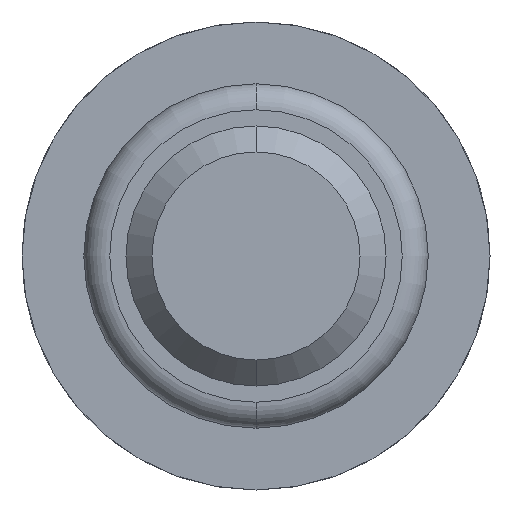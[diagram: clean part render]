
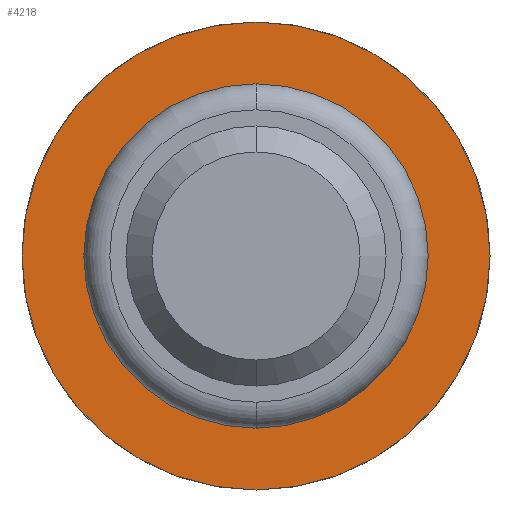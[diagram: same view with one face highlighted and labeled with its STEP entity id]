
A CAD part, front view. The second image highlights one B-rep face of the part: STEP entity #4218.
In plain terms, the highlighted planar face has unit normal (0, -1, 0).
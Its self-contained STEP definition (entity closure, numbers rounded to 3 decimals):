
#102 = CARTESIAN_POINT ( 'NONE',  ( 0., -1.8, -1.325 ) ) ;
#184 = CARTESIAN_POINT ( 'NONE',  ( 1.8, -1.8, 0. ) ) ;
#442 = DIRECTION ( 'NONE',  ( 0., 1., 0. ) ) ;
#461 = DIRECTION ( 'NONE',  ( 0., 0., 1. ) ) ;
#561 = DIRECTION ( 'NONE',  ( 0., 1., 0. ) ) ;
#756 = AXIS2_PLACEMENT_3D ( 'NONE', #1595, #561, #4445 ) ;
#953 = CARTESIAN_POINT ( 'NONE',  ( 0., -1.8, 1.8 ) ) ;
#1291 = ORIENTED_EDGE ( 'NONE', *, *, #1352, .F. ) ;
#1352 = EDGE_CURVE ( 'Defeature ausgef�hrt4_12+Defeature ausgef�hrt4_13+Defeature ausgef�hrt4_13+Defeature ausgef�hrt4_13', #2251, #1546, #4444, .T. ) ;
#1530 = EDGE_CURVE ( 'Defeature ausgef�hrt4_13+Defeature ausgef�hrt4_14+Defeature ausgef�hrt4_14+Defeature ausgef�hrt4_14', #2788, #3225, #1563, .T. ) ;
#1546 = VERTEX_POINT ( 'NONE', #2321 ) ;
#1563 = CIRCLE ( 'NONE', #3898, 1.325 ) ;
#1595 = CARTESIAN_POINT ( 'NONE',  ( 0., -1.8, 0. ) ) ;
#1646 = FACE_BOUND ( 'NONE', #4189, .T. ) ;
#1666 = AXIS2_PLACEMENT_3D ( 'NONE', #2181, #442, #461 ) ;
#1731 = DIRECTION ( 'NONE',  ( 0., 1., 0. ) ) ;
#1955 = DIRECTION ( 'NONE',  ( 0., 1., 0. ) ) ;
#2045 = CIRCLE ( 'NONE', #756, 1.325 ) ;
#2103 = ORIENTED_EDGE ( 'NONE', *, *, #1530, .T. ) ;
#2181 = CARTESIAN_POINT ( 'NONE',  ( 0., -1.8, 0. ) ) ;
#2251 = VERTEX_POINT ( 'NONE', #953 ) ;
#2261 = CARTESIAN_POINT ( 'NONE',  ( 0., -1.8, 1.325 ) ) ;
#2268 = PLANE ( 'NONE',  #4282 ) ;
#2321 = CARTESIAN_POINT ( 'NONE',  ( 0., -1.8, -1.8 ) ) ;
#2383 = ORIENTED_EDGE ( 'NONE', *, *, #2891, .T. ) ;
#2588 = EDGE_CURVE ( 'Defeature ausgef�hrt4_12+Defeature ausgef�hrt4_13+Defeature ausgef�hrt4_13+Defeature ausgef�hrt4_13', #1546, #2251, #3455, .T. ) ;
#2788 = VERTEX_POINT ( 'NONE', #102 ) ;
#2790 = DIRECTION ( 'NONE',  ( 0., 0., 1. ) ) ;
#2891 = EDGE_CURVE ( 'Defeature ausgef�hrt4_13+Defeature ausgef�hrt4_14+Defeature ausgef�hrt4_14+Defeature ausgef�hrt4_14', #3225, #2788, #2045, .T. ) ;
#3225 = VERTEX_POINT ( 'NONE', #2261 ) ;
#3325 = DIRECTION ( 'NONE',  ( 0., 0., 1. ) ) ;
#3408 = EDGE_LOOP ( 'NONE', ( #1291, #4263 ) ) ;
#3455 = CIRCLE ( 'NONE', #4479, 1.8 ) ;
#3742 = DIRECTION ( 'NONE',  ( 0., 0., 1. ) ) ;
#3898 = AXIS2_PLACEMENT_3D ( 'NONE', #4002, #4362, #3325 ) ;
#3899 = CARTESIAN_POINT ( 'NONE',  ( 0., -1.8, 0. ) ) ;
#4002 = CARTESIAN_POINT ( 'NONE',  ( 0., -1.8, 0. ) ) ;
#4122 = FACE_OUTER_BOUND ( 'NONE', #3408, .T. ) ;
#4189 = EDGE_LOOP ( 'NONE', ( #2383, #2103 ) ) ;
#4218 = ADVANCED_FACE ( 'Defeature ausgef�hrt4_13', ( #4122, #1646 ), #2268, .F. ) ;
#4263 = ORIENTED_EDGE ( 'NONE', *, *, #2588, .F. ) ;
#4282 = AXIS2_PLACEMENT_3D ( 'NONE', #184, #1955, #3742 ) ;
#4362 = DIRECTION ( 'NONE',  ( 0., 1., 0. ) ) ;
#4444 = CIRCLE ( 'NONE', #1666, 1.8 ) ;
#4445 = DIRECTION ( 'NONE',  ( 0., 0., 1. ) ) ;
#4479 = AXIS2_PLACEMENT_3D ( 'NONE', #3899, #1731, #2790 ) ;
